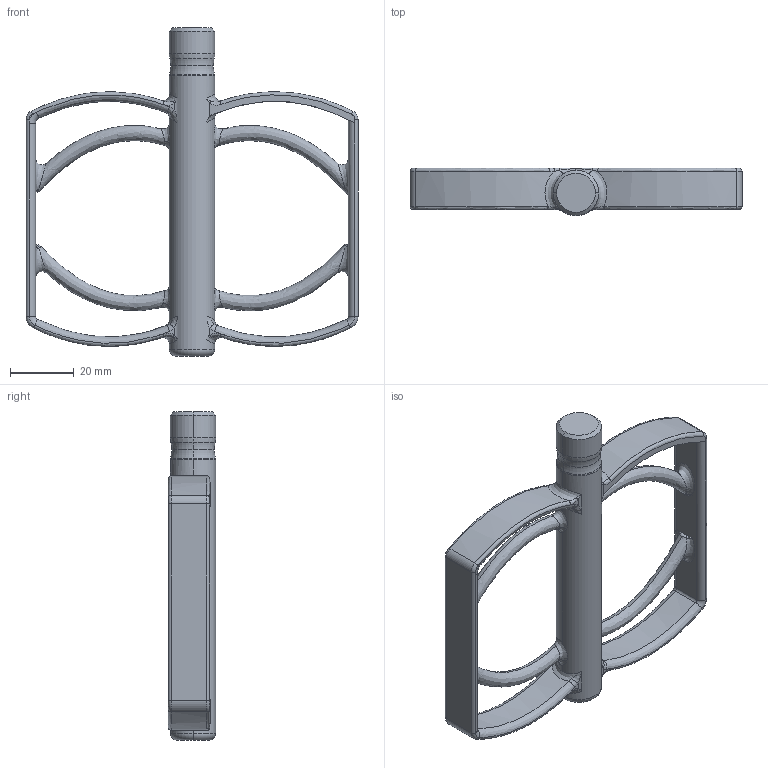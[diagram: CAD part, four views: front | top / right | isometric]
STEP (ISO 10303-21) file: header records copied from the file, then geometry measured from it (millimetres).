
FILE_DESCRIPTION (( 'STEP AP214' ), '1' );
FILE_NAME ('Bicycle Simplified.STEP', '2025-12-31T15:05:52', ( '' ), ( '' ), 'SwSTEP 2.0', 'SolidWorks 2025', '' );
FILE_SCHEMA (( 'AUTOMOTIVE_DESIGN' ));
Length unit declared in the file: millimetre
Products named in the file (1): Bicycle Simplified
Bounding box: 104.2 x 14.94 x 103 mm (x, y, z)
Volume: 31619.8 mm3; surface area: 16493.4 mm2
Topology: 1 solids, 1 shells, 193 faces, 492 edges, 273 vertices
Faces by surface type: bspline 109, cylinder 29, plane 28, torus 24, cone 2, sphere 1
Entity records: 13529 total; most frequent: CARTESIAN_POINT 9842, ORIENTED_EDGE 940, DIRECTION 540, EDGE_CURVE 470, VERTEX_POINT 270, B_SPLINE_CURVE_WITH_KNOTS 245, AXIS2_PLACEMENT_3D 233, EDGE_LOOP 190
